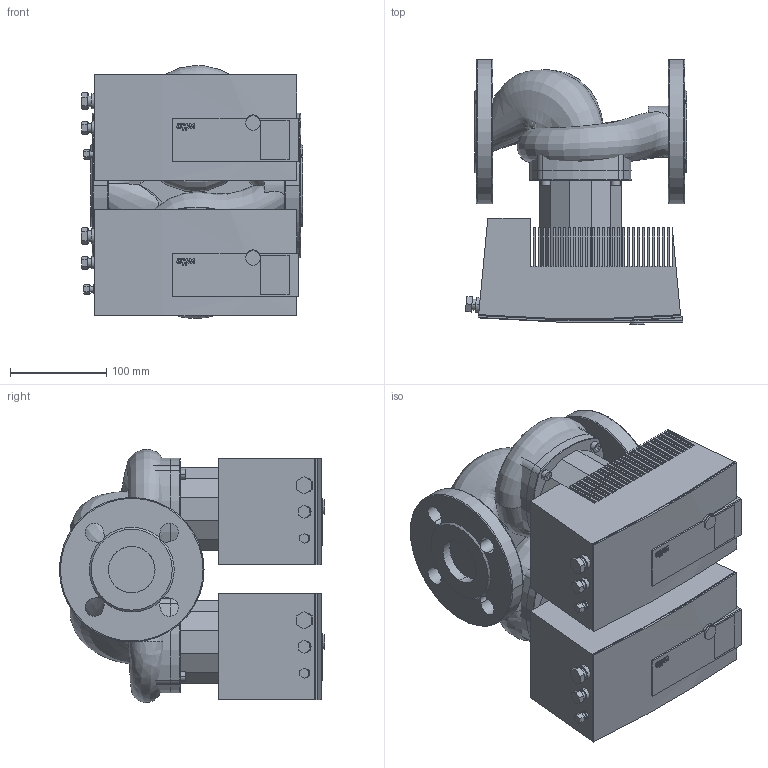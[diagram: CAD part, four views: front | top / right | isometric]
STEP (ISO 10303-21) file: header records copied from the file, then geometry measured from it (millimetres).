
FILE_DESCRIPTION((''),'2;1');
FILE_NAME('3d_Stratos-D40_1-8-2090463.stp','2017-09-28T12:37:40',(''),(''),'Mechanical Desktop 2009','Mechanical Desktop 2009',', , ');
FILE_SCHEMA(('CONFIG_CONTROL_DESIGN'));
Length unit declared in the file: millimetre
Products named in the file (1): Product
Bounding box: 229.44 x 275 x 262.62 mm (x, y, z)
Volume: 7560698 mm3; surface area: 1211775.7 mm2
Topology: 31 solids, 31 shells, 781 faces, 2146 edges, 1459 vertices
Faces by surface type: plane 496, bspline 144, cylinder 103, cone 34, torus 4
Full cylindrical faces by diameter (mm): 53.3 x1
Entity records: 37696 total; most frequent: CARTESIAN_POINT 18084, ORIENTED_EDGE 4292, DIRECTION 3582, EDGE_CURVE 2146, VECTOR 1638, LINE 1638, VERTEX_POINT 1459, AXIS2_PLACEMENT_3D 972
